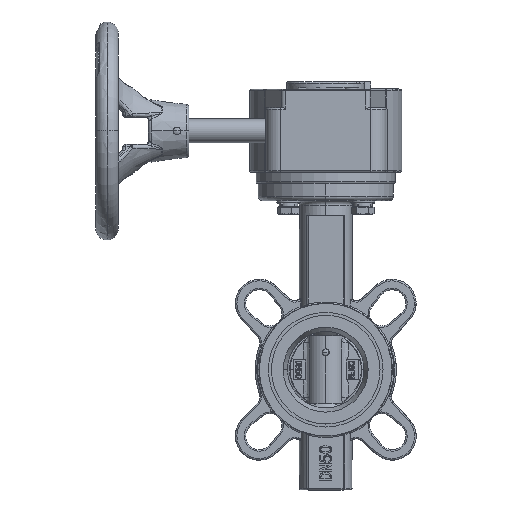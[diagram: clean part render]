
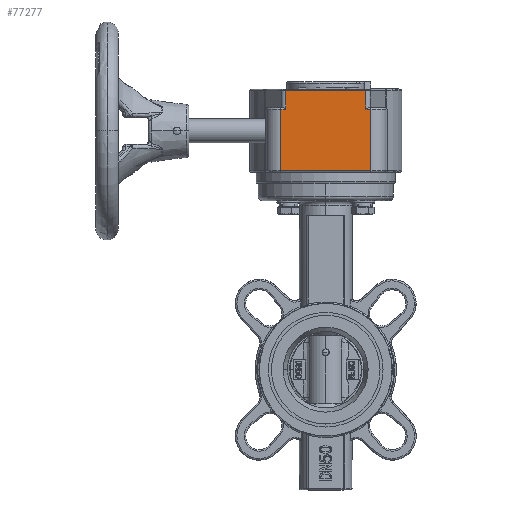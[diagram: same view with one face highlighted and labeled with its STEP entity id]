
A CAD part, top view. The second image highlights one B-rep face of the part: STEP entity #77277.
In plain terms, the highlighted planar face has unit normal (0, 0, 1).
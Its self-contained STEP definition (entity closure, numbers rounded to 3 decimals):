
#2683 = CARTESIAN_POINT ( 'NONE',  ( -30., 173.3, 71.5 ) ) ;
#3115 = DIRECTION ( 'NONE',  ( 0., 1., 0. ) ) ;
#5301 = LINE ( 'NONE', #36816, #39178 ) ;
#5545 = ORIENTED_EDGE ( 'NONE', *, *, #75273, .T. ) ;
#6453 = CARTESIAN_POINT ( 'NONE',  ( -26.704, 173.3, 71.5 ) ) ;
#8661 = EDGE_CURVE ( 'NONE', #38587, #55743, #39683, .T. ) ;
#9783 = ORIENTED_EDGE ( 'NONE', *, *, #36006, .T. ) ;
#11966 = ORIENTED_EDGE ( 'NONE', *, *, #65873, .T. ) ;
#13688 = CARTESIAN_POINT ( 'NONE',  ( -30., 132.3, 71.5 ) ) ;
#16157 = LINE ( 'NONE', #56771, #65974 ) ;
#16201 = CARTESIAN_POINT ( 'NONE',  ( 26.704, 173.3, 71.5 ) ) ;
#16635 = DIRECTION ( 'NONE',  ( -1., 0., 0. ) ) ;
#18176 = ORIENTED_EDGE ( 'NONE', *, *, #59297, .T. ) ;
#19625 = LINE ( 'NONE', #43682, #55992 ) ;
#20250 = LINE ( 'NONE', #49446, #74233 ) ;
#21967 = CARTESIAN_POINT ( 'NONE',  ( 30., 132.3, 71.5 ) ) ;
#22564 = ORIENTED_EDGE ( 'NONE', *, *, #8661, .F. ) ;
#23249 = EDGE_CURVE ( 'NONE', #58146, #29633, #75355, .T. ) ;
#25135 = VERTEX_POINT ( 'NONE', #49393 ) ;
#26692 = CARTESIAN_POINT ( 'NONE',  ( 30., 174.3, 71.5 ) ) ;
#27288 = LINE ( 'NONE', #52517, #54105 ) ;
#29633 = VERTEX_POINT ( 'NONE', #2683 ) ;
#30373 = AXIS2_PLACEMENT_3D ( 'NONE', #44135, #69323, #3115 ) ;
#30711 = CARTESIAN_POINT ( 'NONE',  ( -30., 174.3, 71.5 ) ) ;
#31844 = ORIENTED_EDGE ( 'NONE', *, *, #69621, .F. ) ;
#31929 = FACE_OUTER_BOUND ( 'NONE', #69392, .T. ) ;
#32019 = CARTESIAN_POINT ( 'NONE',  ( 30., 173.3, 71.5 ) ) ;
#32533 = VERTEX_POINT ( 'NONE', #13688 ) ;
#34034 = ORIENTED_EDGE ( 'NONE', *, *, #43197, .T. ) ;
#34396 = VECTOR ( 'NONE', #16635, 1000. ) ;
#36006 = EDGE_CURVE ( 'NONE', #29633, #32533, #67354, .T. ) ;
#36816 = CARTESIAN_POINT ( 'NONE',  ( 26.704, 178.3, 71.5 ) ) ;
#38587 = VERTEX_POINT ( 'NONE', #32019 ) ;
#38592 = PLANE ( 'NONE',  #30373 ) ;
#39178 = VECTOR ( 'NONE', #47096, 1000. ) ;
#39683 = LINE ( 'NONE', #26692, #49904 ) ;
#43197 = EDGE_CURVE ( 'NONE', #38587, #45117, #16157, .T. ) ;
#43682 = CARTESIAN_POINT ( 'NONE',  ( -26.704, 178.3, 71.5 ) ) ;
#44135 = CARTESIAN_POINT ( 'NONE',  ( 30., 174.3, 71.5 ) ) ;
#45117 = VERTEX_POINT ( 'NONE', #16201 ) ;
#47096 = DIRECTION ( 'NONE',  ( 0., -1., 0. ) ) ;
#48430 = DIRECTION ( 'NONE',  ( 0., -1., 0. ) ) ;
#48545 = VERTEX_POINT ( 'NONE', #54645 ) ;
#49393 = CARTESIAN_POINT ( 'NONE',  ( -26.704, 185.6, 71.5 ) ) ;
#49446 = CARTESIAN_POINT ( 'NONE',  ( 30., 132.3, 71.5 ) ) ;
#49776 = ORIENTED_EDGE ( 'NONE', *, *, #23249, .T. ) ;
#49840 = DIRECTION ( 'NONE',  ( 1., 0., 0. ) ) ;
#49904 = VECTOR ( 'NONE', #50736, 1000. ) ;
#50736 = DIRECTION ( 'NONE',  ( 0., -1., 0. ) ) ;
#52517 = CARTESIAN_POINT ( 'NONE',  ( -26.704, 185.6, 71.5 ) ) ;
#54105 = VECTOR ( 'NONE', #75737, 1000. ) ;
#54350 = DIRECTION ( 'NONE',  ( 0., -1., 0. ) ) ;
#54645 = CARTESIAN_POINT ( 'NONE',  ( 26.704, 185.6, 71.5 ) ) ;
#55743 = VERTEX_POINT ( 'NONE', #21967 ) ;
#55992 = VECTOR ( 'NONE', #48430, 1000. ) ;
#56771 = CARTESIAN_POINT ( 'NONE',  ( 26.704, 173.3, 71.5 ) ) ;
#58146 = VERTEX_POINT ( 'NONE', #6453 ) ;
#59297 = EDGE_CURVE ( 'NONE', #48545, #25135, #27288, .T. ) ;
#65873 = EDGE_CURVE ( 'NONE', #25135, #58146, #19625, .T. ) ;
#65974 = VECTOR ( 'NONE', #69000, 1000. ) ;
#67354 = LINE ( 'NONE', #30711, #72742 ) ;
#69000 = DIRECTION ( 'NONE',  ( -1., 0., 0. ) ) ;
#69323 = DIRECTION ( 'NONE',  ( 0., 0., -1. ) ) ;
#69392 = EDGE_LOOP ( 'NONE', ( #11966, #49776, #9783, #5545, #22564, #34034, #31844, #18176 ) ) ;
#69621 = EDGE_CURVE ( 'NONE', #48545, #45117, #5301, .T. ) ;
#70644 = CARTESIAN_POINT ( 'NONE',  ( -30., 173.3, 71.5 ) ) ;
#72742 = VECTOR ( 'NONE', #54350, 1000. ) ;
#74233 = VECTOR ( 'NONE', #49840, 1000. ) ;
#75273 = EDGE_CURVE ( 'NONE', #32533, #55743, #20250, .T. ) ;
#75355 = LINE ( 'NONE', #70644, #34396 ) ;
#75737 = DIRECTION ( 'NONE',  ( -1., 0., 0. ) ) ;
#77277 = ADVANCED_FACE ( 'NONE', ( #31929 ), #38592, .F. ) ;
